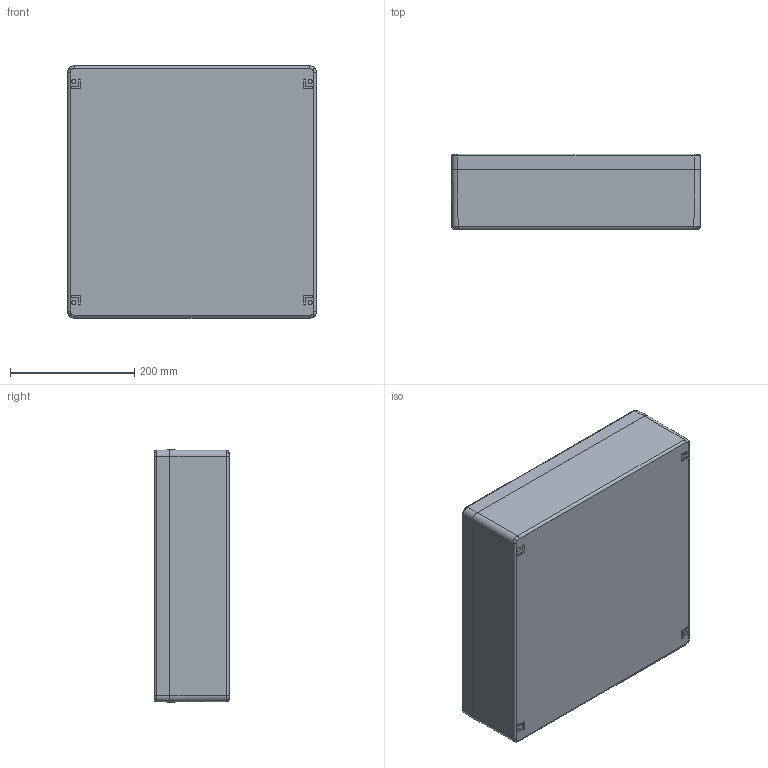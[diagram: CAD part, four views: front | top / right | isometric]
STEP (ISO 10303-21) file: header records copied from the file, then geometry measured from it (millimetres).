
FILE_DESCRIPTION (( 'STEP AP214' ), '1' );
FILE_NAME ('4031.1_CP400_120_2.stp', '2009-01-05T08:35:38', ( ' ' ), ( '' ), 'SwSTEP 2.0', 'SolidWorks 2008', '' );
FILE_SCHEMA (( 'AUTOMOTIVE_DESIGN' ));
Length unit declared in the file: millimetre
Products named in the file (8): 4031.1_CP400_120; 4031.1_CP400_120_2-Unterteil; 4031.1_CP400_120_2-Deckel; 4031.1_CP400_120_2
Assembly tree (18 placements, depth 3):
  4031.1_CP400_120_2
    4031.1_CP400_120_2-Deckel
    4031.1_CP400_120_2  x4
    4031.1_CP400_120_2
    4031.1_CP400_120_2-Unterteil
      4031.1_CP400_120  x6
      4031.1_CP400_120  x4
      4031.1_CP400_120_2-Unterteil
Bounding box: 400 x 121 x 405 mm (x, y, z)
Volume: 3062863.6 mm3; surface area: 1040444.8 mm2
Topology: 17 solids, 17 shells, 1220 faces, 2888 edges, 1742 vertices
Faces by surface type: plane 386, cylinder 330, bspline 216, cone 204, torus 72, sphere 12
Entity records: 28920 total; most frequent: CARTESIAN_POINT 11964, ORIENTED_EDGE 3800, DIRECTION 3232, EDGE_CURVE 1900, AXIS2_PLACEMENT_3D 1276, VERTEX_POINT 1140, EDGE_LOOP 872, ADVANCED_FACE 814
